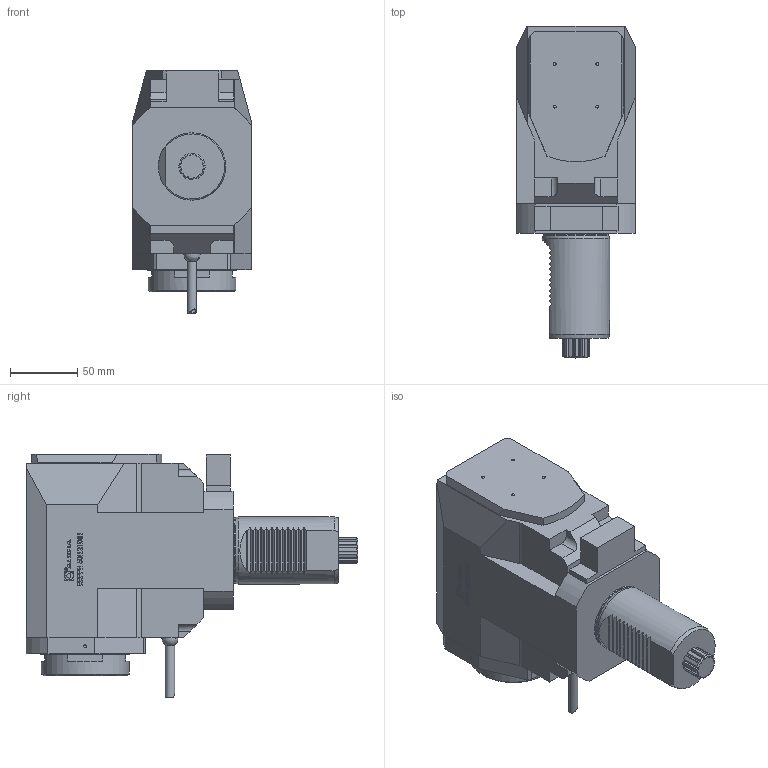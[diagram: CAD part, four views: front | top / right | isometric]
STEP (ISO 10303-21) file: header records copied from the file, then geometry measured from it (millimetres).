
FILE_DESCRIPTION (( 'STEP AP214' ), '1' );
FILE_NAME ('RRPPH50I121DS1.STEP', '2024-09-24T13:12:22', ( '' ), ( '' ), 'SwSTEP 2.0', 'SolidWorks 2023', '' );
FILE_SCHEMA (( 'AUTOMOTIVE_DESIGN' ));
Length unit declared in the file: millimetre
Products named in the file (1): RRPPH50I121DS1
Bounding box: 88 x 246.75 x 181 mm (x, y, z)
Volume: 1852108.6 mm3; surface area: 110133.1 mm2
Topology: 1 solids, 1 shells, 536 faces, 1435 edges, 955 vertices
Faces by surface type: plane 335, cylinder 108, bspline 72, cone 18, torus 2, sphere 1
Full cylindrical faces by diameter (mm): 1.7 x1, 2.1 x1, 4 x1, 6.366 x1, 7 x1, 48.7 x1, 50 x1, 65.3 x1
Entity records: 23848 total; most frequent: CARTESIAN_POINT 7914, ORIENTED_EDGE 2820, DIRECTION 2324, EDGE_CURVE 1410, VERTEX_POINT 946, LINE 936, VECTOR 936, AXIS2_PLACEMENT_3D 694
